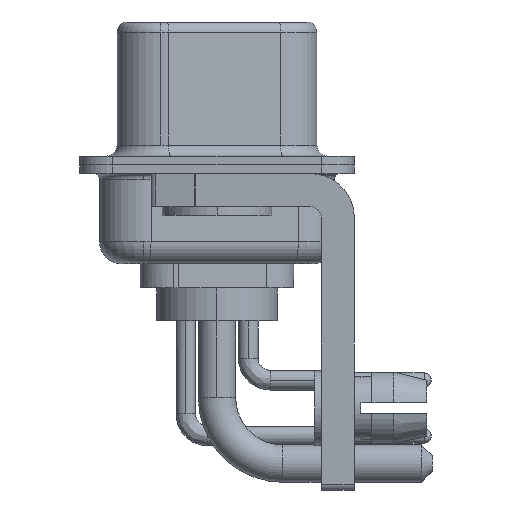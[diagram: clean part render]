
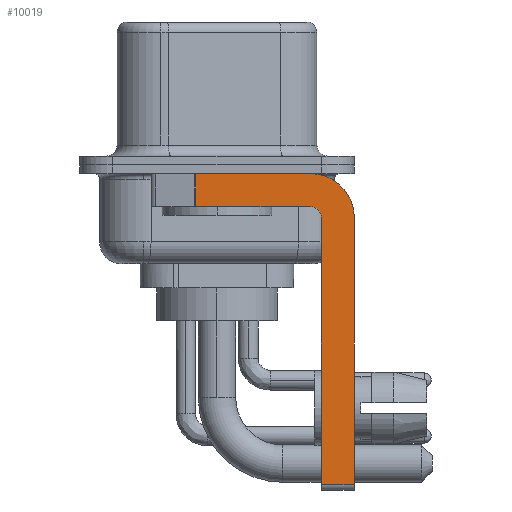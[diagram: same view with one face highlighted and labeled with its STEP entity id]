
A CAD part, left-side view. The second image highlights one B-rep face of the part: STEP entity #10019.
In plain terms, the highlighted planar face has unit normal (-1, 0, 0).
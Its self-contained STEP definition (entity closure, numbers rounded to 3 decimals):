
#718 = ORIENTED_EDGE ( 'NONE', *, *, #20484, .F. ) ;
#758 = AXIS2_PLACEMENT_3D ( 'NONE', #3777, #17243, #15357 ) ;
#1738 = DIRECTION ( 'NONE',  ( 1., 0., 0. ) ) ;
#1811 = EDGE_CURVE ( 'NONE', #8411, #15210, #19641, .T. ) ;
#2259 = DIRECTION ( 'NONE',  ( 0., 1., 0. ) ) ;
#2359 = CARTESIAN_POINT ( 'NONE',  ( -2.9, -4.25, -0.4 ) ) ;
#2843 = EDGE_CURVE ( 'NONE', #7797, #18786, #21766, .T. ) ;
#3242 = CARTESIAN_POINT ( 'NONE',  ( -2.9, -4.75, -14.55 ) ) ;
#3531 = LINE ( 'NONE', #17001, #17395 ) ;
#3777 = CARTESIAN_POINT ( 'NONE',  ( -2.9, -4.25, -2.4 ) ) ;
#3836 = ORIENTED_EDGE ( 'NONE', *, *, #17235, .F. ) ;
#3885 = AXIS2_PLACEMENT_3D ( 'NONE', #7153, #1738, #22973 ) ;
#4142 = LINE ( 'NONE', #19486, #9013 ) ;
#4295 = ORIENTED_EDGE ( 'NONE', *, *, #22091, .F. ) ;
#4709 = ORIENTED_EDGE ( 'NONE', *, *, #22502, .T. ) ;
#5123 = CARTESIAN_POINT ( 'NONE',  ( -2.9, -4.25, -1.9 ) ) ;
#5421 = VECTOR ( 'NONE', #7402, 1000. ) ;
#5572 = VERTEX_POINT ( 'NONE', #10515 ) ;
#6322 = DIRECTION ( 'NONE',  ( 0., 0., -1. ) ) ;
#6326 = DIRECTION ( 'NONE',  ( 0., 0., 1. ) ) ;
#7153 = CARTESIAN_POINT ( 'NONE',  ( -2.9, -4.25, -2.4 ) ) ;
#7402 = DIRECTION ( 'NONE',  ( 0., 0., -1. ) ) ;
#7797 = VERTEX_POINT ( 'NONE', #15145 ) ;
#8411 = VERTEX_POINT ( 'NONE', #2359 ) ;
#9013 = VECTOR ( 'NONE', #2259, 1000. ) ;
#9180 = ORIENTED_EDGE ( 'NONE', *, *, #1811, .F. ) ;
#9416 = LINE ( 'NONE', #13198, #5421 ) ;
#10019 = ADVANCED_FACE ( 'NONE', ( #11961 ), #12952, .F. ) ;
#10390 = ORIENTED_EDGE ( 'NONE', *, *, #13642, .F. ) ;
#10515 = CARTESIAN_POINT ( 'NONE',  ( -2.9, -4.75, -2.4 ) ) ;
#11344 = EDGE_CURVE ( 'NONE', #24521, #5572, #19665, .T. ) ;
#11447 = VECTOR ( 'NONE', #16682, 1000. ) ;
#11633 = AXIS2_PLACEMENT_3D ( 'NONE', #21928, #16424, #16301 ) ;
#11961 = FACE_OUTER_BOUND ( 'NONE', #16139, .T. ) ;
#12427 = DIRECTION ( 'NONE',  ( 0., -1., 0. ) ) ;
#12841 = CARTESIAN_POINT ( 'NONE',  ( -2.9, 0.978, -1.9 ) ) ;
#12952 = PLANE ( 'NONE',  #3885 ) ;
#13198 = CARTESIAN_POINT ( 'NONE',  ( -2.9, -6.25, -2.4 ) ) ;
#13537 = VERTEX_POINT ( 'NONE', #21364 ) ;
#13619 = VECTOR ( 'NONE', #6326, 1000. ) ;
#13642 = EDGE_CURVE ( 'NONE', #5572, #19311, #17256, .T. ) ;
#14128 = CARTESIAN_POINT ( 'NONE',  ( -2.9, 0.978, -1.9 ) ) ;
#14928 = LINE ( 'NONE', #24457, #11447 ) ;
#15145 = CARTESIAN_POINT ( 'NONE',  ( -2.9, 0.978, -0.4 ) ) ;
#15210 = VERTEX_POINT ( 'NONE', #17906 ) ;
#15357 = DIRECTION ( 'NONE',  ( 0., 0., 1. ) ) ;
#16139 = EDGE_LOOP ( 'NONE', ( #3836, #22527, #718, #10390, #18037, #4709, #4295, #9180 ) ) ;
#16301 = DIRECTION ( 'NONE',  ( 0., 0., -1. ) ) ;
#16424 = DIRECTION ( 'NONE',  ( 1., 0., 0. ) ) ;
#16682 = DIRECTION ( 'NONE',  ( 0., -1., 0. ) ) ;
#17001 = CARTESIAN_POINT ( 'NONE',  ( -2.9, 3., -0.4 ) ) ;
#17235 = EDGE_CURVE ( 'NONE', #7797, #8411, #3531, .T. ) ;
#17243 = DIRECTION ( 'NONE',  ( -1., 0., 0. ) ) ;
#17256 = CIRCLE ( 'NONE', #758, 0.5 ) ;
#17395 = VECTOR ( 'NONE', #12427, 1000. ) ;
#17906 = CARTESIAN_POINT ( 'NONE',  ( -2.9, -6.25, -2.4 ) ) ;
#18037 = ORIENTED_EDGE ( 'NONE', *, *, #11344, .F. ) ;
#18081 = VECTOR ( 'NONE', #6322, 1000. ) ;
#18786 = VERTEX_POINT ( 'NONE', #12841 ) ;
#19311 = VERTEX_POINT ( 'NONE', #5123 ) ;
#19486 = CARTESIAN_POINT ( 'NONE',  ( -2.9, -4.25, -1.9 ) ) ;
#19641 = CIRCLE ( 'NONE', #11633, 2. ) ;
#19665 = LINE ( 'NONE', #23172, #13619 ) ;
#20484 = EDGE_CURVE ( 'NONE', #19311, #18786, #4142, .T. ) ;
#21364 = CARTESIAN_POINT ( 'NONE',  ( -2.9, -6.25, -14.55 ) ) ;
#21766 = LINE ( 'NONE', #14128, #18081 ) ;
#21928 = CARTESIAN_POINT ( 'NONE',  ( -2.9, -4.25, -2.4 ) ) ;
#22091 = EDGE_CURVE ( 'NONE', #15210, #13537, #9416, .T. ) ;
#22502 = EDGE_CURVE ( 'NONE', #24521, #13537, #14928, .T. ) ;
#22527 = ORIENTED_EDGE ( 'NONE', *, *, #2843, .T. ) ;
#22973 = DIRECTION ( 'NONE',  ( 0., 0., -1. ) ) ;
#23172 = CARTESIAN_POINT ( 'NONE',  ( -2.9, -4.75, -14.8 ) ) ;
#24457 = CARTESIAN_POINT ( 'NONE',  ( -2.9, -4.25, -14.55 ) ) ;
#24521 = VERTEX_POINT ( 'NONE', #3242 ) ;
